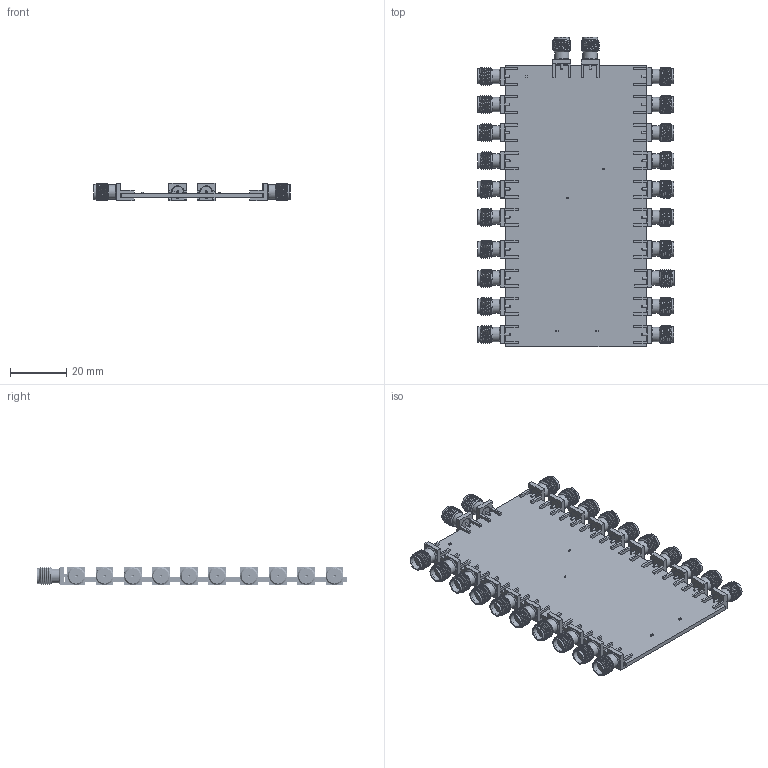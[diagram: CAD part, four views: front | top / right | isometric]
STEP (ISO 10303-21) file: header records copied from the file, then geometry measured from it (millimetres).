
FILE_DESCRIPTION(('KiCad electronic assembly'),'2;1');
FILE_NAME('si-simulation-test-board.step','2026-02-10T11:17:20',( 'Pcbnew'),('Kicad'),'Open CASCADE STEP processor 7.8', 'KiCad to STEP converter','Unknown');
FILE_SCHEMA(('AUTOMOTIVE_DESIGN { 1 0 10303 214 1 1 1 1 }'));
Length unit declared in the file: millimetre
Products named in the file (6): si-simulation-test-board 1; RF_SMA_BoardEdge_RF2-143-T-17-50-G; C_0402_1005Metric; R_0402_1005Metric; R_0201; si-simulation-test-board_PCB
Assembly tree (28 placements, depth 2):
  si-simulation-test-board 1
    RF_SMA_BoardEdge_RF2-143-T-17-50-G  x22
    C_0402_1005Metric  x2
    R_0402_1005Metric
    R_0201  x2
    si-simulation-test-board_PCB
Bounding box: 69.74 x 109.92 x 6.35 mm (x, y, z)
Volume: 12733.9 mm3; surface area: 19718.8 mm2
Topology: 34 solids, 34 shells, 1150 faces, 2888 edges, 1884 vertices
Faces by surface type: plane 750, cylinder 164, cone 154, bspline 66, sphere 16
Full cylindrical faces by diameter (mm): 0.762 x22, 0.991 x22, 4.674 x22, 5.08 x22, 5.385 x22
Entity records: 6515 total; most frequent: CARTESIAN_POINT 1881, DIRECTION 712, ORIENTED_EDGE 678, EDGE_CURVE 339, LINE 262, VECTOR 262, AXIS2_PLACEMENT_3D 225, VERTEX_POINT 218
